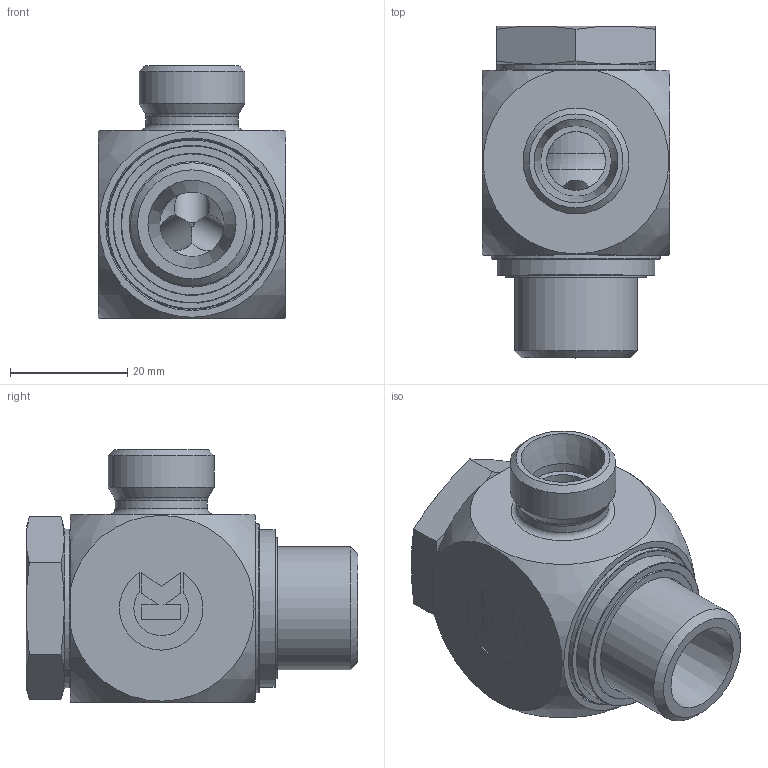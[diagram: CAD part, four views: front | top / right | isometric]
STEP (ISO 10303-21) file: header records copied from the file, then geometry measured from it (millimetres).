
FILE_DESCRIPTION((''),'2;1');
FILE_NAME('80771124818.stp','2014-09-05T19:36:07',(''),('KNOMI spol. s r. o.'),'Autodesk Inventor 2012','Autodesk Inventor 2012','');
FILE_SCHEMA(('AUTOMOTIVE_DESIGN { 1 2 10303 214 0 1 1 1 }'));
Length unit declared in the file: millimetre
Products named in the file (7): SPER2 12LR1/2 G1/2 / M18x1.5 "pryž"; 7471 2 2218; 7092 45 1248; 60 18000 265 90; 8077048; 80775248; 80775148
Assembly tree (6 placements, depth 3):
  SPER2 12LR1/2 G1/2 / M18x1.5 "pryž"
    7471 2 2218
    7092 45 1248
    60 18000 265 90
    8077048
      80775248
      80775148
Bounding box: 32 x 56.5 x 43 mm (x, y, z)
Volume: 36100.6 mm3; surface area: 17261.6 mm2
Topology: 5 solids, 5 shells, 152 faces, 352 edges, 222 vertices
Faces by surface type: plane 74, cone 33, cylinder 31, torus 13, sphere 1
Full cylindrical faces by diameter (mm): 6 x3, 10 x1, 11 x1, 12 x1, 15 x1, 15.7 x1, 18 x1, 20.955 x1, 21.4 x1, 21.9 x1, 22.2 x1, 22.96 x3, 23 x1, 24 x1, 24.2 x1, 24.8 x1, 25.1 x1, 26.9 x1, 27 x1, 28.9 x1, 29 x1
Entity records: 4482 total; most frequent: CARTESIAN_POINT 953, DIRECTION 679, ORIENTED_EDGE 562, EDGE_CURVE 281, AXIS2_PLACEMENT_3D 273, EDGE_LOOP 236, VERTEX_POINT 207, STYLED_ITEM 157
